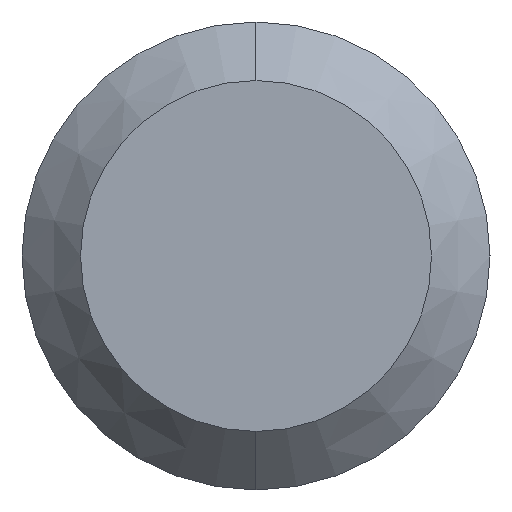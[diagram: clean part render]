
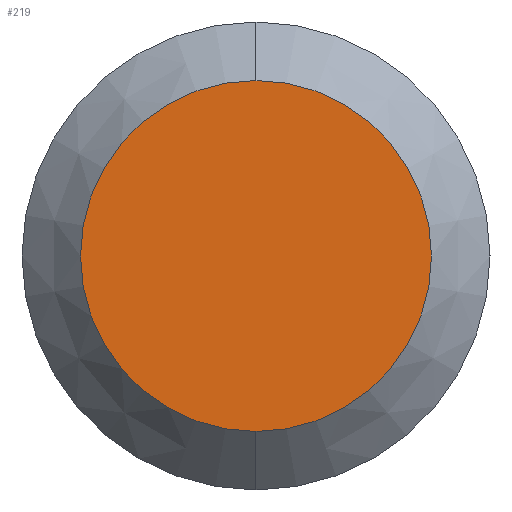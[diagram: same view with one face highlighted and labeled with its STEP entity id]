
A CAD part, left-side view. The second image highlights one B-rep face of the part: STEP entity #219.
In plain terms, the highlighted planar face has unit normal (-1, 0, 0).
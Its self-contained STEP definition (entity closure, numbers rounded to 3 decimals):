
#30 = EDGE_LOOP ( 'NONE', ( #217, #98 ) ) ;
#47 = PLANE ( 'NONE',  #148 ) ;
#48 = CIRCLE ( 'NONE', #188, 3. ) ;
#49 = DIRECTION ( 'NONE',  ( 0., 0., -1. ) ) ;
#53 = DIRECTION ( 'NONE',  ( 0., 0., -1. ) ) ;
#61 = FACE_OUTER_BOUND ( 'NONE', #30, .T. ) ;
#69 = DIRECTION ( 'NONE',  ( 1., 0., 0. ) ) ;
#80 = VERTEX_POINT ( 'NONE', #139 ) ;
#86 = AXIS2_PLACEMENT_3D ( 'NONE', #161, #138, #49 ) ;
#88 = CARTESIAN_POINT ( 'NONE',  ( -270., 0., 0. ) ) ;
#92 = DIRECTION ( 'NONE',  ( -1., 0., 0. ) ) ;
#98 = ORIENTED_EDGE ( 'NONE', *, *, #174, .T. ) ;
#138 = DIRECTION ( 'NONE',  ( -1., 0., 0. ) ) ;
#139 = CARTESIAN_POINT ( 'NONE',  ( -270., 0., 3. ) ) ;
#148 = AXIS2_PLACEMENT_3D ( 'NONE', #166, #69, #53 ) ;
#161 = CARTESIAN_POINT ( 'NONE',  ( -270., 0., 0. ) ) ;
#166 = CARTESIAN_POINT ( 'NONE',  ( -270., 4., 0. ) ) ;
#174 = EDGE_CURVE ( 'NONE', #80, #197, #195, .T. ) ;
#188 = AXIS2_PLACEMENT_3D ( 'NONE', #88, #92, #250 ) ;
#195 = CIRCLE ( 'NONE', #86, 3. ) ;
#197 = VERTEX_POINT ( 'NONE', #242 ) ;
#217 = ORIENTED_EDGE ( 'NONE', *, *, #230, .T. ) ;
#219 = ADVANCED_FACE ( 'NONE', ( #61 ), #47, .F. ) ;
#230 = EDGE_CURVE ( 'NONE', #197, #80, #48, .T. ) ;
#242 = CARTESIAN_POINT ( 'NONE',  ( -270., 0., -3. ) ) ;
#250 = DIRECTION ( 'NONE',  ( 0., 0., -1. ) ) ;
